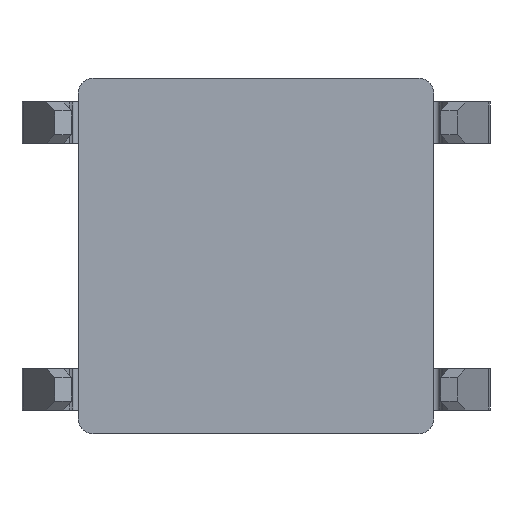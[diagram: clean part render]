
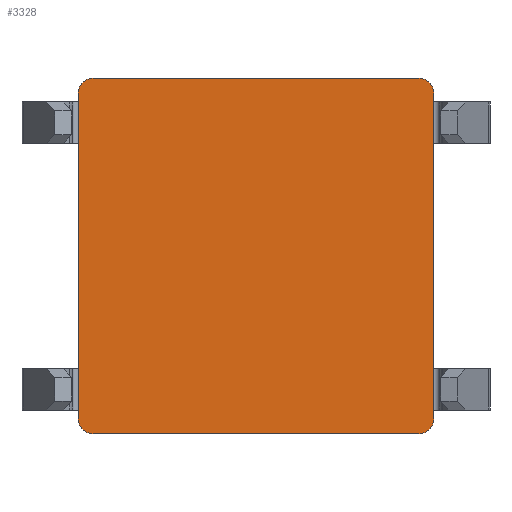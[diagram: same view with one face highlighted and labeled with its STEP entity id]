
A CAD part, front view. The second image highlights one B-rep face of the part: STEP entity #3328.
In plain terms, the highlighted planar face has unit normal (0, -1, 0).
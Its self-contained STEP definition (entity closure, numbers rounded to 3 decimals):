
#3292 = EDGE_CURVE('',#3293,#3295,#3297,.T.);
#3293 = VERTEX_POINT('',#3294);
#3294 = CARTESIAN_POINT('',(3.,0.,-2.75));
#3295 = VERTEX_POINT('',#3296);
#3296 = CARTESIAN_POINT('',(3.,0.,2.75));
#3297 = LINE('',#3298,#3299);
#3298 = CARTESIAN_POINT('',(3.,0.,-3.));
#3299 = VECTOR('',#3300,1.);
#3300 = DIRECTION('',(0.,0.,1.));
#3328 = ADVANCED_FACE('',(#3329),#3390,.F.);
#3329 = FACE_BOUND('',#3330,.F.);
#3330 = EDGE_LOOP('',(#3331,#3332,#3341,#3349,#3358,#3366,#3375,#3383));
#3331 = ORIENTED_EDGE('',*,*,#3292,.F.);
#3332 = ORIENTED_EDGE('',*,*,#3333,.T.);
#3333 = EDGE_CURVE('',#3293,#3334,#3336,.T.);
#3334 = VERTEX_POINT('',#3335);
#3335 = CARTESIAN_POINT('',(2.75,0.,-3.));
#3336 = CIRCLE('',#3337,0.25);
#3337 = AXIS2_PLACEMENT_3D('',#3338,#3339,#3340);
#3338 = CARTESIAN_POINT('',(2.75,0.,-2.75));
#3339 = DIRECTION('',(0.,1.,0.));
#3340 = DIRECTION('',(0.,0.,1.));
#3341 = ORIENTED_EDGE('',*,*,#3342,.F.);
#3342 = EDGE_CURVE('',#3343,#3334,#3345,.T.);
#3343 = VERTEX_POINT('',#3344);
#3344 = CARTESIAN_POINT('',(-2.75,0.,-3.));
#3345 = LINE('',#3346,#3347);
#3346 = CARTESIAN_POINT('',(-3.,0.,-3.));
#3347 = VECTOR('',#3348,1.);
#3348 = DIRECTION('',(1.,0.,0.));
#3349 = ORIENTED_EDGE('',*,*,#3350,.T.);
#3350 = EDGE_CURVE('',#3343,#3351,#3353,.T.);
#3351 = VERTEX_POINT('',#3352);
#3352 = CARTESIAN_POINT('',(-3.,0.,-2.75));
#3353 = CIRCLE('',#3354,0.25);
#3354 = AXIS2_PLACEMENT_3D('',#3355,#3356,#3357);
#3355 = CARTESIAN_POINT('',(-2.75,0.,-2.75));
#3356 = DIRECTION('',(0.,1.,0.));
#3357 = DIRECTION('',(0.,0.,1.));
#3358 = ORIENTED_EDGE('',*,*,#3359,.F.);
#3359 = EDGE_CURVE('',#3360,#3351,#3362,.T.);
#3360 = VERTEX_POINT('',#3361);
#3361 = CARTESIAN_POINT('',(-3.,0.,2.75));
#3362 = LINE('',#3363,#3364);
#3363 = CARTESIAN_POINT('',(-3.,0.,3.));
#3364 = VECTOR('',#3365,1.);
#3365 = DIRECTION('',(0.,0.,-1.));
#3366 = ORIENTED_EDGE('',*,*,#3367,.F.);
#3367 = EDGE_CURVE('',#3368,#3360,#3370,.T.);
#3368 = VERTEX_POINT('',#3369);
#3369 = CARTESIAN_POINT('',(-2.75,0.,3.));
#3370 = CIRCLE('',#3371,0.25);
#3371 = AXIS2_PLACEMENT_3D('',#3372,#3373,#3374);
#3372 = CARTESIAN_POINT('',(-2.75,0.,2.75));
#3373 = DIRECTION('',(0.,-1.,0.));
#3374 = DIRECTION('',(0.,0.,1.));
#3375 = ORIENTED_EDGE('',*,*,#3376,.F.);
#3376 = EDGE_CURVE('',#3377,#3368,#3379,.T.);
#3377 = VERTEX_POINT('',#3378);
#3378 = CARTESIAN_POINT('',(2.75,0.,3.));
#3379 = LINE('',#3380,#3381);
#3380 = CARTESIAN_POINT('',(3.,0.,3.));
#3381 = VECTOR('',#3382,1.);
#3382 = DIRECTION('',(-1.,0.,0.));
#3383 = ORIENTED_EDGE('',*,*,#3384,.F.);
#3384 = EDGE_CURVE('',#3295,#3377,#3385,.T.);
#3385 = CIRCLE('',#3386,0.25);
#3386 = AXIS2_PLACEMENT_3D('',#3387,#3388,#3389);
#3387 = CARTESIAN_POINT('',(2.75,0.,2.75));
#3388 = DIRECTION('',(0.,-1.,0.));
#3389 = DIRECTION('',(0.,0.,1.));
#3390 = PLANE('',#3391);
#3391 = AXIS2_PLACEMENT_3D('',#3392,#3393,#3394);
#3392 = CARTESIAN_POINT('',(0.,0.,0.));
#3393 = DIRECTION('',(0.,1.,0.));
#3394 = DIRECTION('',(0.,0.,1.));
